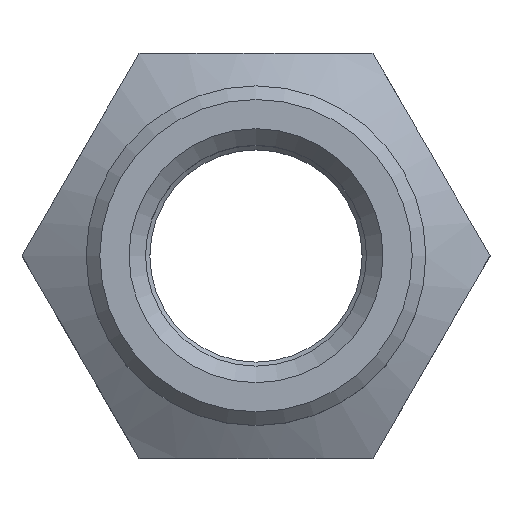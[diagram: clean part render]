
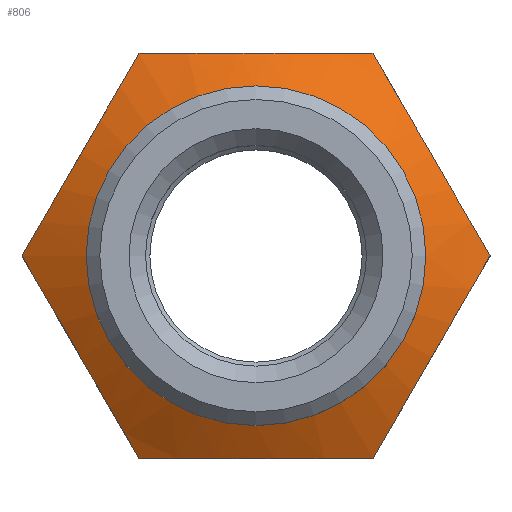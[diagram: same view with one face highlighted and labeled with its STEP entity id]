
A CAD part, top view. The second image highlights one B-rep face of the part: STEP entity #806.
In plain terms, the highlighted conical face has half-angle 60 degrees and reference radius 8.8 mm.
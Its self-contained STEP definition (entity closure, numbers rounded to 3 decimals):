
#33=B_SPLINE_CURVE_WITH_KNOTS('',3,(#1137,#1138,#1139,#1140,#1141,#1142),
 .UNSPECIFIED.,.F.,.F.,(4,1,1,4),(0.,0.006,
0.009,0.012),.UNSPECIFIED.);
#36=B_SPLINE_CURVE_WITH_KNOTS('',3,(#1156,#1157,#1158,#1159,#1160,#1161,
#1162),.UNSPECIFIED.,.F.,.F.,(4,1,1,1,4),(0.013,0.016,
0.02,0.023,0.026),.UNSPECIFIED.);
#39=B_SPLINE_CURVE_WITH_KNOTS('',3,(#1176,#1177,#1178,#1179,#1180,#1181),
 .UNSPECIFIED.,.F.,.F.,(4,1,1,4),(0.,0.006,
0.009,0.012),.UNSPECIFIED.);
#42=B_SPLINE_CURVE_WITH_KNOTS('',3,(#1195,#1196,#1197,#1198,#1199,#1200),
 .UNSPECIFIED.,.F.,.F.,(4,1,1,4),(0.,0.006,
0.009,0.012),.UNSPECIFIED.);
#45=B_SPLINE_CURVE_WITH_KNOTS('',3,(#1214,#1215,#1216,#1217,#1218,#1219,
#1220),.UNSPECIFIED.,.F.,.F.,(4,1,1,1,4),(0.013,0.016,
0.02,0.023,0.026),.UNSPECIFIED.);
#48=B_SPLINE_CURVE_WITH_KNOTS('',3,(#1234,#1235,#1236,#1237,#1238,#1239),
 .UNSPECIFIED.,.F.,.F.,(4,1,1,4),(0.,0.006,
0.009,0.012),.UNSPECIFIED.);
#60=CONICAL_SURFACE('',#879,8.8,1.047);
#159=ORIENTED_EDGE('',*,*,#228,.T.);
#160=ORIENTED_EDGE('',*,*,#224,.T.);
#161=ORIENTED_EDGE('',*,*,#220,.T.);
#162=ORIENTED_EDGE('',*,*,#240,.T.);
#163=ORIENTED_EDGE('',*,*,#236,.T.);
#164=ORIENTED_EDGE('',*,*,#232,.T.);
#165=ORIENTED_EDGE('',*,*,#243,.T.);
#220=EDGE_CURVE('',#279,#278,#33,.T.);
#224=EDGE_CURVE('',#282,#279,#36,.T.);
#228=EDGE_CURVE('',#285,#282,#39,.T.);
#232=EDGE_CURVE('',#288,#285,#42,.T.);
#236=EDGE_CURVE('',#291,#288,#45,.T.);
#240=EDGE_CURVE('',#278,#291,#48,.T.);
#243=EDGE_CURVE('',#295,#295,#323,.T.);
#278=VERTEX_POINT('',#1136);
#279=VERTEX_POINT('',#1143);
#282=VERTEX_POINT('',#1163);
#285=VERTEX_POINT('',#1182);
#288=VERTEX_POINT('',#1201);
#291=VERTEX_POINT('',#1221);
#295=VERTEX_POINT('',#1249);
#323=CIRCLE('',#878,8.8);
#389=EDGE_LOOP('',(#159,#160,#161,#162,#163,#164));
#390=EDGE_LOOP('',(#165));
#459=FACE_BOUND('',#389,.T.);
#460=FACE_BOUND('',#390,.T.);
#806=ADVANCED_FACE('',(#459,#460),#60,.T.);
#878=AXIS2_PLACEMENT_3D('',#1248,#1019,#1020);
#879=AXIS2_PLACEMENT_3D('',#1250,#1021,#1022);
#1019=DIRECTION('',(0.,0.,-1.));
#1020=DIRECTION('',(-1.,0.,0.));
#1021=DIRECTION('',(0.,0.,-1.));
#1022=DIRECTION('',(-1.,0.,0.));
#1136=CARTESIAN_POINT('',(-12.124,0.,-6.725));
#1137=CARTESIAN_POINT('',(-6.062,10.5,-6.725));
#1138=CARTESIAN_POINT('',(-7.052,8.786,-6.154));
#1139=CARTESIAN_POINT('',(-8.568,6.161,-5.607));
#1140=CARTESIAN_POINT('',(-10.632,2.584,-5.967));
#1141=CARTESIAN_POINT('',(-11.629,0.858,-6.439));
#1142=CARTESIAN_POINT('',(-12.124,0.,-6.725));
#1143=CARTESIAN_POINT('',(-6.062,10.5,-6.725));
#1156=CARTESIAN_POINT('',(6.062,10.5,-6.725));
#1157=CARTESIAN_POINT('',(5.075,10.5,-6.44));
#1158=CARTESIAN_POINT('',(3.088,10.5,-5.969));
#1159=CARTESIAN_POINT('',(0.001,10.5,-5.697));
#1160=CARTESIAN_POINT('',(-3.089,10.5,-5.969));
#1161=CARTESIAN_POINT('',(-5.076,10.5,-6.441));
#1162=CARTESIAN_POINT('',(-6.062,10.5,-6.725));
#1163=CARTESIAN_POINT('',(6.062,10.5,-6.725));
#1176=CARTESIAN_POINT('',(12.124,0.,-6.725));
#1177=CARTESIAN_POINT('',(11.135,1.714,-6.154));
#1178=CARTESIAN_POINT('',(9.619,4.339,-5.607));
#1179=CARTESIAN_POINT('',(7.554,7.916,-5.967));
#1180=CARTESIAN_POINT('',(6.558,9.642,-6.439));
#1181=CARTESIAN_POINT('',(6.062,10.5,-6.725));
#1182=CARTESIAN_POINT('',(12.124,0.,-6.725));
#1195=CARTESIAN_POINT('',(6.062,-10.5,-6.725));
#1196=CARTESIAN_POINT('',(7.052,-8.786,-6.154));
#1197=CARTESIAN_POINT('',(8.568,-6.161,-5.607));
#1198=CARTESIAN_POINT('',(10.632,-2.584,-5.967));
#1199=CARTESIAN_POINT('',(11.629,-0.858,-6.439));
#1200=CARTESIAN_POINT('',(12.124,0.,-6.725));
#1201=CARTESIAN_POINT('',(6.062,-10.5,-6.725));
#1214=CARTESIAN_POINT('',(-6.062,-10.5,-6.725));
#1215=CARTESIAN_POINT('',(-5.075,-10.5,-6.44));
#1216=CARTESIAN_POINT('',(-3.088,-10.5,-5.969));
#1217=CARTESIAN_POINT('',(-0.001,-10.5,-5.697));
#1218=CARTESIAN_POINT('',(3.089,-10.5,-5.969));
#1219=CARTESIAN_POINT('',(5.076,-10.5,-6.441));
#1220=CARTESIAN_POINT('',(6.062,-10.5,-6.725));
#1221=CARTESIAN_POINT('',(-6.062,-10.5,-6.725));
#1234=CARTESIAN_POINT('',(-12.124,0.,-6.725));
#1235=CARTESIAN_POINT('',(-11.135,-1.714,-6.154));
#1236=CARTESIAN_POINT('',(-9.619,-4.339,-5.607));
#1237=CARTESIAN_POINT('',(-7.554,-7.916,-5.967));
#1238=CARTESIAN_POINT('',(-6.558,-9.642,-6.439));
#1239=CARTESIAN_POINT('',(-6.062,-10.5,-6.725));
#1248=CARTESIAN_POINT('',(0.,0.,-4.806));
#1249=CARTESIAN_POINT('',(-8.8,0.,-4.806));
#1250=CARTESIAN_POINT('',(0.,0.,-4.806));
